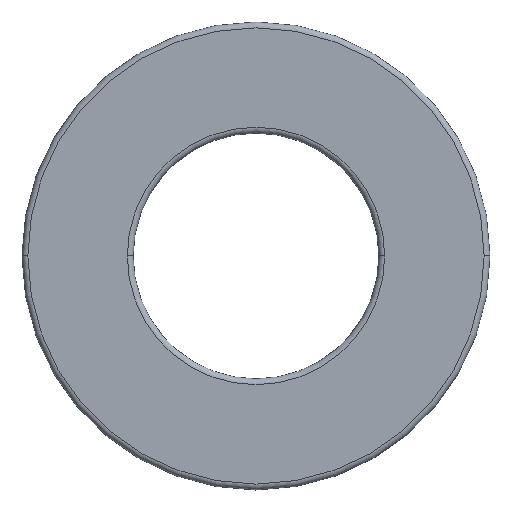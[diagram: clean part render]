
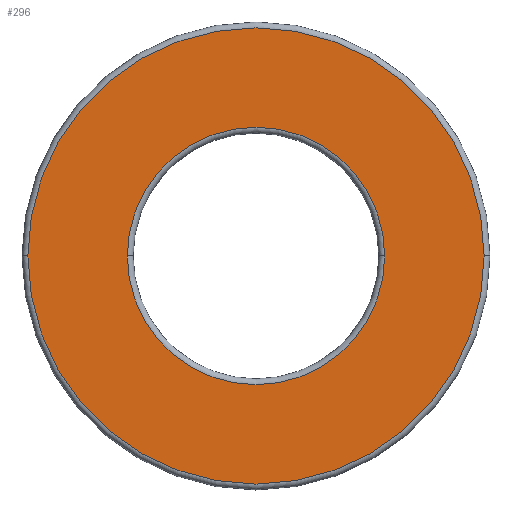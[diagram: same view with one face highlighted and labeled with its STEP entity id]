
A CAD part, top view. The second image highlights one B-rep face of the part: STEP entity #296.
In plain terms, the highlighted planar face has unit normal (0, 0, 1).
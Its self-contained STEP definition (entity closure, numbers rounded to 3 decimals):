
#13 = DIRECTION ( 'NONE',  ( 0., 0., 1. ) ) ;
#14 = EDGE_LOOP ( 'NONE', ( #317, #248 ) ) ;
#39 = DIRECTION ( 'NONE',  ( 1., 0., 0. ) ) ;
#46 = CARTESIAN_POINT ( 'NONE',  ( 0., 0., 0.5 ) ) ;
#50 = FACE_OUTER_BOUND ( 'NONE', #14, .T. ) ;
#64 = EDGE_CURVE ( 'NONE', #87, #115, #222, .T. ) ;
#78 = DIRECTION ( 'NONE',  ( 0., 0., -1. ) ) ;
#87 = VERTEX_POINT ( 'NONE', #183 ) ;
#115 = VERTEX_POINT ( 'NONE', #217 ) ;
#119 = AXIS2_PLACEMENT_3D ( 'NONE', #227, #13, #151 ) ;
#124 = AXIS2_PLACEMENT_3D ( 'NONE', #261, #334, #402 ) ;
#131 = EDGE_LOOP ( 'NONE', ( #425, #289 ) ) ;
#144 = AXIS2_PLACEMENT_3D ( 'NONE', #262, #78, #396 ) ;
#149 = EDGE_CURVE ( 'NONE', #233, #167, #265, .T. ) ;
#151 = DIRECTION ( 'NONE',  ( 1., 0., 0. ) ) ;
#167 = VERTEX_POINT ( 'NONE', #430 ) ;
#173 = DIRECTION ( 'NONE',  ( 0., 0., 1. ) ) ;
#183 = CARTESIAN_POINT ( 'NONE',  ( -7.8, 0., 0.5 ) ) ;
#192 = DIRECTION ( 'NONE',  ( 0., 0., 1. ) ) ;
#215 = CIRCLE ( 'NONE', #144, 4.4 ) ;
#217 = CARTESIAN_POINT ( 'NONE',  ( 7.8, 0., 0.5 ) ) ;
#222 = CIRCLE ( 'NONE', #367, 7.8 ) ;
#227 = CARTESIAN_POINT ( 'NONE',  ( 0., 0., 0.5 ) ) ;
#233 = VERTEX_POINT ( 'NONE', #371 ) ;
#234 = EDGE_CURVE ( 'NONE', #115, #87, #412, .T. ) ;
#248 = ORIENTED_EDGE ( 'NONE', *, *, #64, .T. ) ;
#261 = CARTESIAN_POINT ( 'NONE',  ( 0., 0., 0.5 ) ) ;
#262 = CARTESIAN_POINT ( 'NONE',  ( 0., 0., 0.5 ) ) ;
#265 = CIRCLE ( 'NONE', #124, 4.4 ) ;
#273 = DIRECTION ( 'NONE',  ( 1., 0., 0. ) ) ;
#289 = ORIENTED_EDGE ( 'NONE', *, *, #431, .T. ) ;
#296 = ADVANCED_FACE ( 'NONE', ( #50, #409 ), #347, .T. ) ;
#317 = ORIENTED_EDGE ( 'NONE', *, *, #234, .T. ) ;
#334 = DIRECTION ( 'NONE',  ( 0., 0., -1. ) ) ;
#347 = PLANE ( 'NONE',  #119 ) ;
#352 = AXIS2_PLACEMENT_3D ( 'NONE', #46, #192, #273 ) ;
#367 = AXIS2_PLACEMENT_3D ( 'NONE', #388, #173, #39 ) ;
#371 = CARTESIAN_POINT ( 'NONE',  ( 4.4, 0., 0.5 ) ) ;
#388 = CARTESIAN_POINT ( 'NONE',  ( 0., 0., 0.5 ) ) ;
#396 = DIRECTION ( 'NONE',  ( 1., 0., 0. ) ) ;
#402 = DIRECTION ( 'NONE',  ( 1., 0., 0. ) ) ;
#409 = FACE_BOUND ( 'NONE', #131, .T. ) ;
#412 = CIRCLE ( 'NONE', #352, 7.8 ) ;
#425 = ORIENTED_EDGE ( 'NONE', *, *, #149, .T. ) ;
#430 = CARTESIAN_POINT ( 'NONE',  ( -4.4, 0., 0.5 ) ) ;
#431 = EDGE_CURVE ( 'NONE', #167, #233, #215, .T. ) ;
